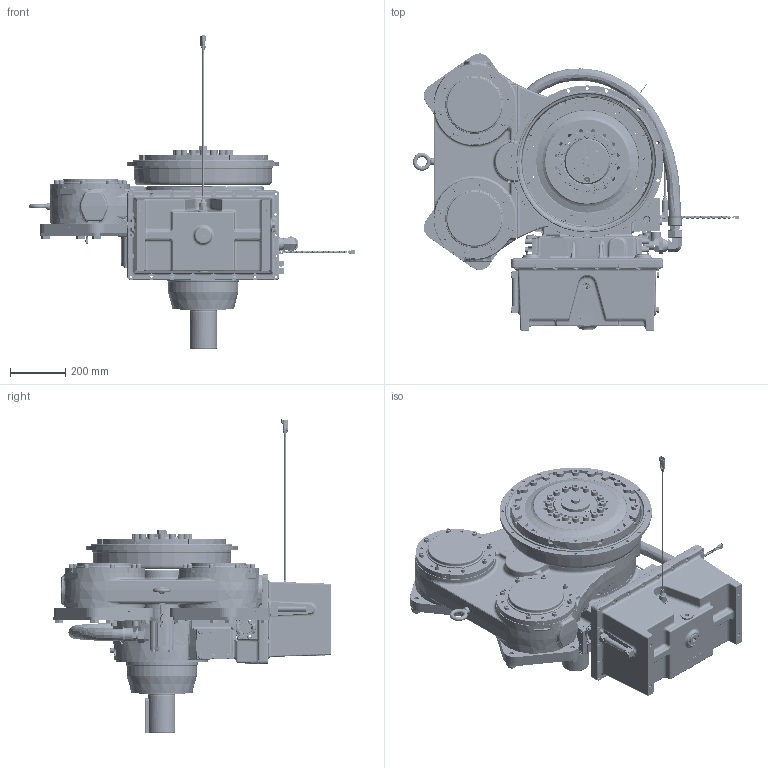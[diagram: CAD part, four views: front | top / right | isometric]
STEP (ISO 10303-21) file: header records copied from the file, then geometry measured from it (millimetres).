
FILE_DESCRIPTION (( 'STEP AP214' ), '1' );
FILE_NAME ('1029600T.step', '2021-03-23T20:21:47', ( 'TDI' ), ( 'Twin Disc Inc' ), 'SwSTEP 2.0', 'SolidWorks 2019', '' );
FILE_SCHEMA (( 'AUTOMOTIVE_DESIGN' ));
Length unit declared in the file: millimetre
Products named in the file (1): 1029600T
Bounding box: 1181.19 x 1003.51 x 1135 mm (x, y, z)
Surface area: 4850561.9 mm2 (no closed solid volume)
Topology: 0 solids, 351 shells, 3487 faces, 14231 edges, 10841 vertices
Faces by surface type: plane 1513, cylinder 1071, bspline 392, cone 289, torus 162, sphere 60
Full cylindrical faces by diameter (mm): 2.54 x2, 2.794 x4, 5 x2, 5.7 x2, 6 x1, 8 x26, 8.5 x18, 9 x1, 10 x2, 10.2 x4, 10.4 x1, 11 x22, 11.112 x2, 11.906 x12, 12 x5, 12.025 x8, 13 x8, 14 x22, 15.875 x2, 16 x4, 16.662 x7, 16.667 x4, 16.8 x1, 17.5 x13, 18 x33, 18.771 x1, 19 x2, 19.05 x1, 19.25 x1, 20 x4
Entity records: 256460 total; most frequent: CARTESIAN_POINT 111329, DIRECTION 20393, ORIENTED_EDGE 19260, EDGE_CURVE 13412, VERTEX_POINT 10615, AXIS2_PLACEMENT_3D 7312, LINE 5769, VECTOR 5769
